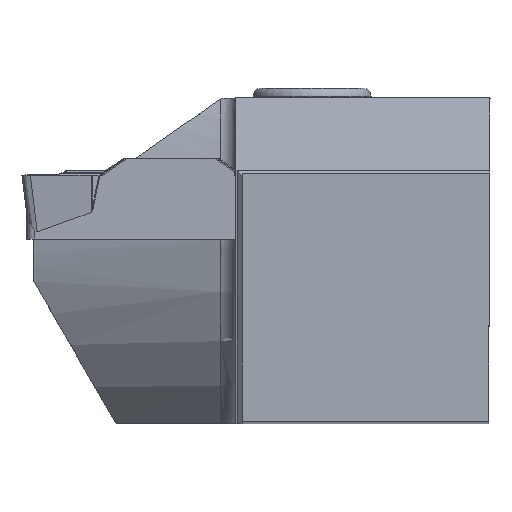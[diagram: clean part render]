
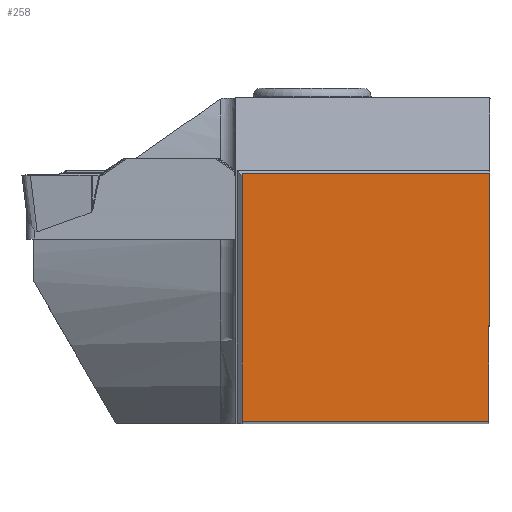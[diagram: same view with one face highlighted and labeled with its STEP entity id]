
A CAD part, top view. The second image highlights one B-rep face of the part: STEP entity #258.
In plain terms, the highlighted planar face has unit normal (0, 0, 1).
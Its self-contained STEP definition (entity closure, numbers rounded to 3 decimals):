
#258=ADVANCED_FACE('BLANK_BOXF006',(#417),#321,.F.);
#321=PLANE('',#2206);
#417=FACE_OUTER_BOUND('',#518,.T.);
#518=EDGE_LOOP('',(#1006,#1007,#1008,#1009));
#1006=ORIENTED_EDGE('',*,*,#1558,.F.);
#1007=ORIENTED_EDGE('',*,*,#1552,.F.);
#1008=ORIENTED_EDGE('',*,*,#1559,.F.);
#1009=ORIENTED_EDGE('',*,*,#1560,.F.);
#1286=VERTEX_POINT('',#4503);
#1287=VERTEX_POINT('',#4505);
#1291=VERTEX_POINT('',#4517);
#1292=VERTEX_POINT('',#4519);
#1552=EDGE_CURVE('',#1286,#1287,#1731,.T.);
#1558=EDGE_CURVE('',#1287,#1291,#1737,.T.);
#1559=EDGE_CURVE('',#1292,#1286,#1738,.T.);
#1560=EDGE_CURVE('',#1291,#1292,#1739,.T.);
#1731=LINE('',#4504,#1925);
#1737=LINE('',#4516,#1931);
#1738=LINE('',#4518,#1932);
#1739=LINE('',#4520,#1933);
#1925=VECTOR('',#2559,1.);
#1931=VECTOR('',#2569,1.);
#1932=VECTOR('',#2570,1.);
#1933=VECTOR('',#2571,1.);
#2206=AXIS2_PLACEMENT_3D('',#4521,#2572,#2573);
#2559=DIRECTION('',(-1.,0.,0.));
#2569=DIRECTION('',(0.,1.,0.));
#2570=DIRECTION('',(-0.004,-1.,0.));
#2571=DIRECTION('',(1.,0.,0.));
#2572=DIRECTION('',(0.,0.,-1.));
#2573=DIRECTION('',(0.,-1.,0.));
#4503=CARTESIAN_POINT('',(-0.109,0.,0.));
#4504=CARTESIAN_POINT('',(161.971,0.,0.));
#4505=CARTESIAN_POINT('',(-24.875,0.,0.));
#4516=CARTESIAN_POINT('',(-24.875,-161.971,0.));
#4517=CARTESIAN_POINT('',(-24.875,24.875,0.));
#4518=CARTESIAN_POINT('',(0.598,161.97,0.));
#4519=CARTESIAN_POINT('',(0.,24.875,0.));
#4520=CARTESIAN_POINT('',(-161.971,24.875,0.));
#4521=CARTESIAN_POINT('',(-45.8,-5.,0.));
